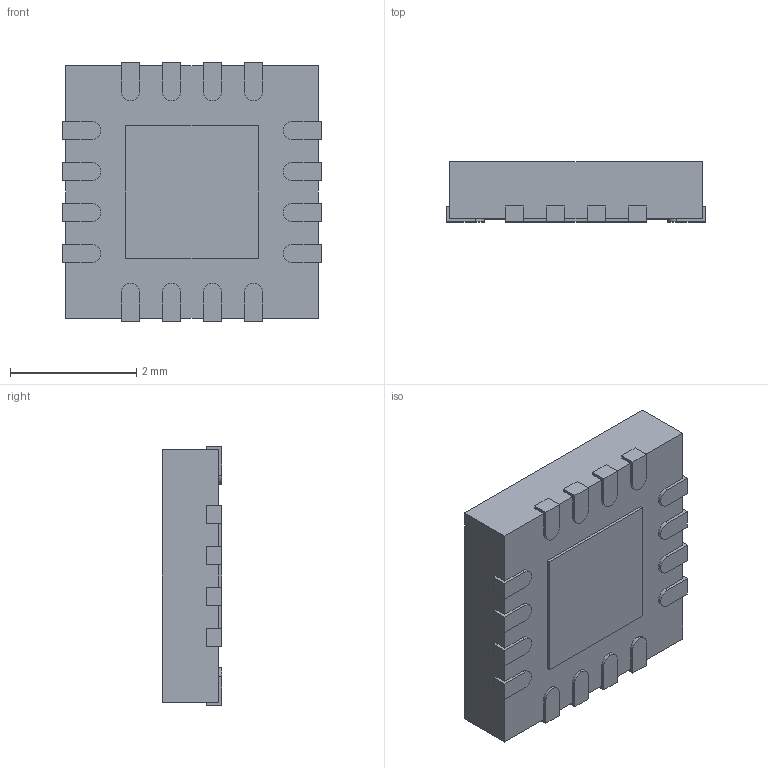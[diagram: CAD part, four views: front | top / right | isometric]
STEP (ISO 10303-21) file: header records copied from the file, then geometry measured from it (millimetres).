
FILE_DESCRIPTION (( 'STEP AP214' ), '1' );
FILE_NAME ( 'QFN-16-4x4.STEP', '2018-02-05T23:12:12', ( '' ), ( '' ), 'Part was generated with the free Library Expert Lite available at www.PCBLibraries.com. Removing line will violate the End User License Agreement.', '©2017 PCB Libraries, Inc.', '' );
FILE_SCHEMA (( 'AUTOMOTIVE_DESIGN' ));
Length unit declared in the file: millimetre
Products named in the file (1): QFN-16-4x4
Bounding box: 4.1 x 0.95 x 4.1 mm (x, y, z)
Volume: 14.8 mm3; surface area: 68.1 mm2
Topology: 18 solids, 18 shells, 164 faces, 378 edges, 252 vertices
Faces by surface type: plane 130, cylinder 32, torus 2
Entity records: 5271 total; most frequent: CARTESIAN_POINT 795, DIRECTION 778, ORIENTED_EDGE 756, EDGE_CURVE 378, VECTOR 308, LINE 308, VERTEX_POINT 252, AXIS2_PLACEMENT_3D 235
